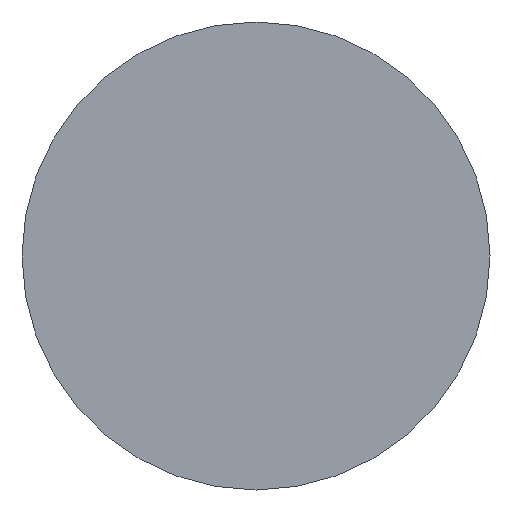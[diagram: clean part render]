
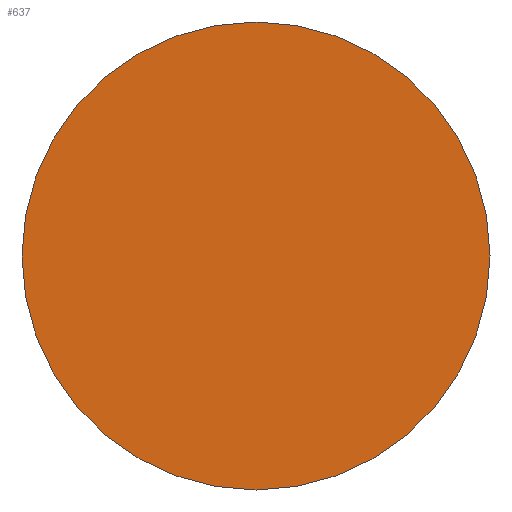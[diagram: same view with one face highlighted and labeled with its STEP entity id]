
A CAD part, front view. The second image highlights one B-rep face of the part: STEP entity #637.
In plain terms, the highlighted planar face has unit normal (0, -1, 0).
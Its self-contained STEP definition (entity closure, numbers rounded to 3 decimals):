
#42=PLANE('',#699);
#75=FACE_OUTER_BOUND('',#109,.T.);
#109=EDGE_LOOP('',(#598));
#124=CIRCLE('',#698,12.5);
#331=VERTEX_POINT('',#1050);
#420=EDGE_CURVE('',#331,#331,#124,.T.);
#598=ORIENTED_EDGE('',*,*,#420,.F.);
#637=ADVANCED_FACE('',(#75),#42,.F.);
#698=AXIS2_PLACEMENT_3D('',#1052,#868,#869);
#699=AXIS2_PLACEMENT_3D('',#1053,#870,#871);
#868=DIRECTION('center_axis',(0.,1.,0.));
#869=DIRECTION('ref_axis',(1.,0.,0.));
#870=DIRECTION('center_axis',(0.,1.,0.));
#871=DIRECTION('ref_axis',(1.,0.,0.));
#1050=CARTESIAN_POINT('',(-12.5,0.,0.));
#1052=CARTESIAN_POINT('Origin',(0.,0.,0.));
#1053=CARTESIAN_POINT('Origin',(0.,0.,0.));
